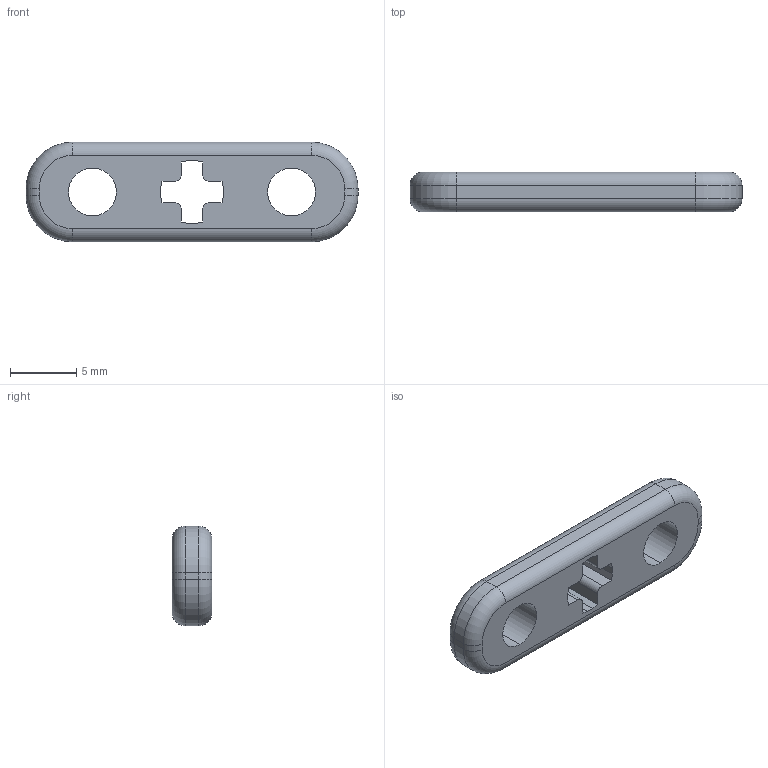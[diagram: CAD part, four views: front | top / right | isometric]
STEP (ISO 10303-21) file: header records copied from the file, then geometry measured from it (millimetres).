
FILE_DESCRIPTION (( 'STEP AP214' ), '1' );
FILE_NAME ('EV3Plate.STEP', '2023-07-05T00:00:48', ( '' ), ( '' ), 'SwSTEP 2.0', 'SolidWorks 2022', '' );
FILE_SCHEMA (( 'AUTOMOTIVE_DESIGN' ));
Length unit declared in the file: millimetre
Products named in the file (1): EV3Plate
Bounding box: 25 x 3 x 7.5 mm (x, y, z)
Volume: 407.2 mm3; surface area: 533.3 mm2
Topology: 1 solids, 1 shells, 54 faces, 140 edges, 88 vertices
Faces by surface type: plane 26, cylinder 20, torus 8
Entity records: 1690 total; most frequent: DIRECTION 298, CARTESIAN_POINT 283, ORIENTED_EDGE 280, EDGE_CURVE 140, AXIS2_PLACEMENT_3D 103, LINE 92, VECTOR 92, VERTEX_POINT 88
